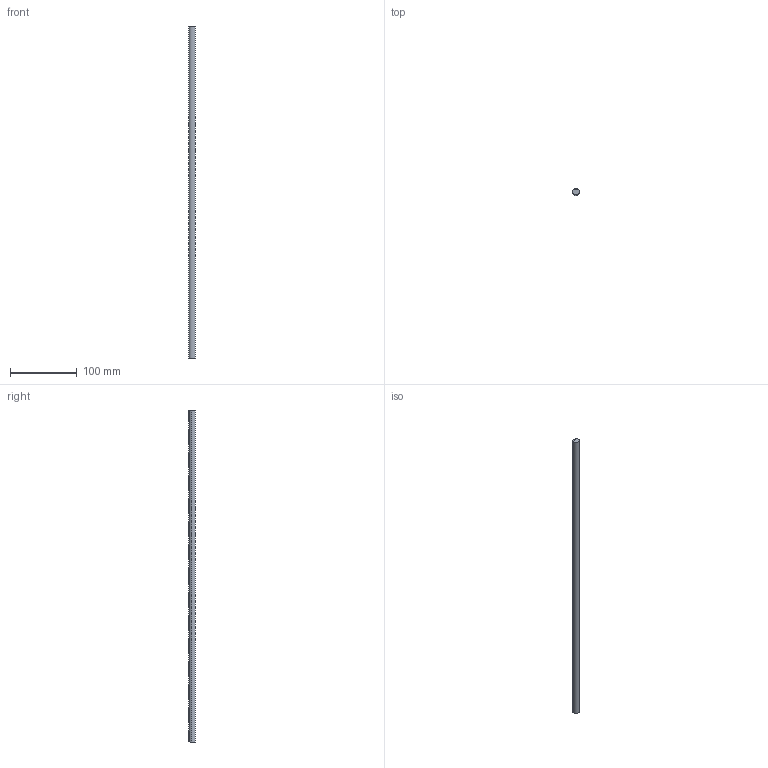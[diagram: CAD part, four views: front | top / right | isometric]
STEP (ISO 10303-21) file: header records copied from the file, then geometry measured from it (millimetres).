
FILE_DESCRIPTION (( 'STEP AP214' ), '1' );
FILE_NAME ('141-410-050.STEP', '2024-10-29T14:05:41', ( '' ), ( '' ), 'SwSTEP 2.0', 'SolidWorks 2021', '' );
FILE_SCHEMA (( 'AUTOMOTIVE_DESIGN' ));
Length unit declared in the file: millimetre
Products named in the file (1): 141-410-050
Bounding box: 10 x 9.99 x 499.03 mm (x, y, z)
Volume: 36401.8 mm3; surface area: 18436.9 mm2
Topology: 1 solids, 1 shells, 482 faces, 966 edges, 644 vertices
Faces by surface type: plane 480, cylinder 2
Entity records: 12270 total; most frequent: CARTESIAN_POINT 3047, ORIENTED_EDGE 1932, DIRECTION 1620, EDGE_CURVE 966, VERTEX_POINT 644, LINE 642, VECTOR 642, EDGE_LOOP 640
